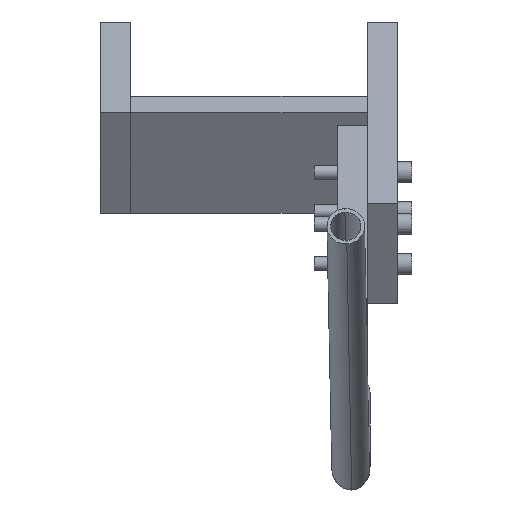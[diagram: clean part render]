
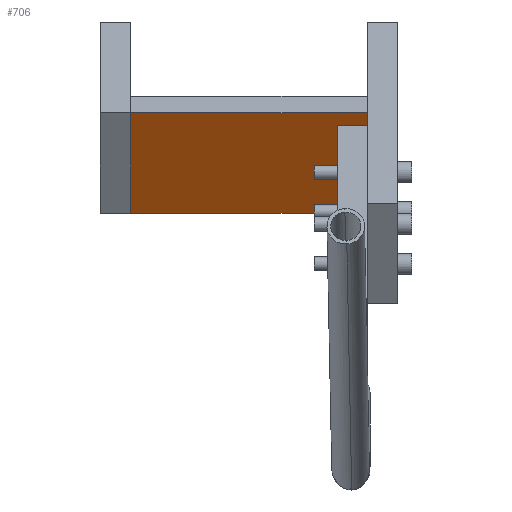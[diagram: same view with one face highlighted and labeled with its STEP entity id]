
A CAD part, left-side view. The second image highlights one B-rep face of the part: STEP entity #706.
In plain terms, the highlighted face is planar.
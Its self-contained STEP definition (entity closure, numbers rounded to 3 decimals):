
#171 = ORIENTED_EDGE ( 'NONE', *, *, #779, .T. ) ;
#172 = ORIENTED_EDGE ( 'NONE', *, *, #778, .T. ) ;
#173 = ORIENTED_EDGE ( 'NONE', *, *, #774, .T. ) ;
#174 = ORIENTED_EDGE ( 'NONE', *, *, #772, .T. ) ;
#692 = AXIS2_PLACEMENT_3D ( 'NONE', #3107, #3113, #3114 ) ;
#706 = ADVANCED_FACE ( 'NONE', ( #1164 ), #3103, .F. ) ;
#772 = EDGE_CURVE ( 'NONE', #2983, #2992, #972, .T. ) ;
#774 = EDGE_CURVE ( 'NONE', #2992, #3038, #966, .T. ) ;
#778 = EDGE_CURVE ( 'NONE', #3038, #3014, #955, .T. ) ;
#779 = EDGE_CURVE ( 'NONE', #3014, #2983, #940, .T. ) ;
#939 = VECTOR ( 'NONE', #3348, 1000. ) ;
#940 = LINE ( 'NONE', #3347, #939 ) ;
#941 = VECTOR ( 'NONE', #3346, 1000. ) ;
#955 = LINE ( 'NONE', #3343, #941 ) ;
#965 = VECTOR ( 'NONE', #3338, 1000. ) ;
#966 = LINE ( 'NONE', #3332, #965 ) ;
#972 = LINE ( 'NONE', #3312, #973 ) ;
#973 = VECTOR ( 'NONE', #3333, 1000. ) ;
#1164 = FACE_OUTER_BOUND ( 'NONE', #1676, .T. ) ;
#1676 = EDGE_LOOP ( 'NONE', ( #174, #173, #172, #171 ) ) ;
#2534 = CARTESIAN_POINT ( 'NONE',  ( 0., 25.4, -101.6 ) ) ;
#2543 = CARTESIAN_POINT ( 'NONE',  ( 0., 25.4, 0. ) ) ;
#2565 = CARTESIAN_POINT ( 'NONE',  ( 200., 25.4, -101.6 ) ) ;
#2589 = CARTESIAN_POINT ( 'NONE',  ( 200., 25.4, 0. ) ) ;
#2983 = VERTEX_POINT ( 'NONE', #2534 ) ;
#2992 = VERTEX_POINT ( 'NONE', #2543 ) ;
#3014 = VERTEX_POINT ( 'NONE', #2565 ) ;
#3038 = VERTEX_POINT ( 'NONE', #2589 ) ;
#3103 = PLANE ( 'NONE',  #692 ) ;
#3107 = CARTESIAN_POINT ( 'NONE',  ( 0., 25.4, -101.6 ) ) ;
#3113 = DIRECTION ( 'NONE',  ( 0., -1., 0. ) ) ;
#3114 = DIRECTION ( 'NONE',  ( 0., 0., -1. ) ) ;
#3312 = CARTESIAN_POINT ( 'NONE',  ( 0., 25.4, 0. ) ) ;
#3332 = CARTESIAN_POINT ( 'NONE',  ( 0., 25.4, 0. ) ) ;
#3333 = DIRECTION ( 'NONE',  ( 0., 0., 1. ) ) ;
#3338 = DIRECTION ( 'NONE',  ( 1., 0., 0. ) ) ;
#3343 = CARTESIAN_POINT ( 'NONE',  ( 200., 25.4, 0. ) ) ;
#3346 = DIRECTION ( 'NONE',  ( 0., 0., -1. ) ) ;
#3347 = CARTESIAN_POINT ( 'NONE',  ( 0., 25.4, -101.6 ) ) ;
#3348 = DIRECTION ( 'NONE',  ( -1., 0., 0. ) ) ;
